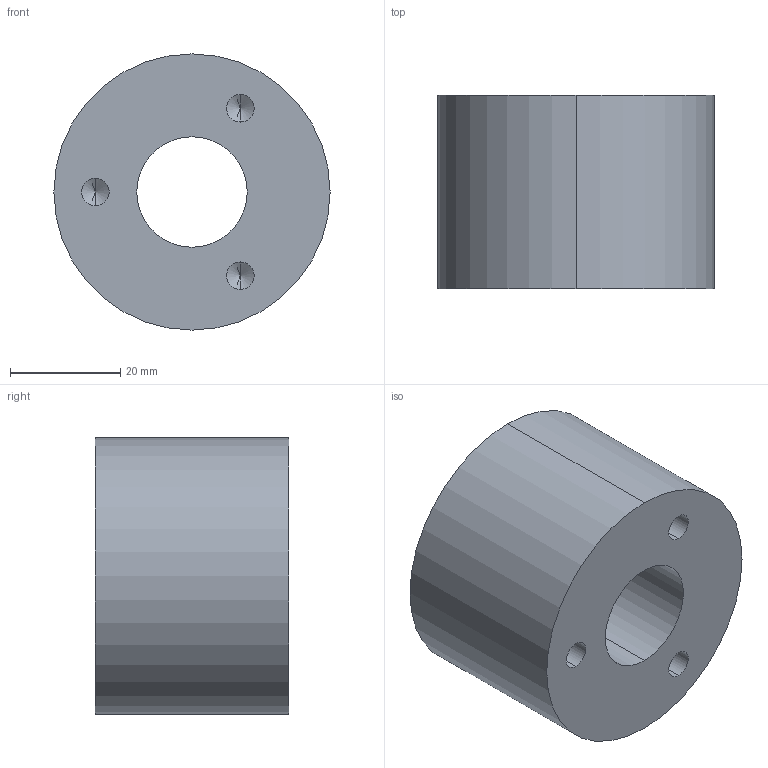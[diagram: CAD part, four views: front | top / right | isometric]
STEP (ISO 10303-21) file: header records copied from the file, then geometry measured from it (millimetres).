
FILE_DESCRIPTION (( 'STEP AP214' ), '1' );
FILE_NAME ('Entretoise.STEP', '2020-12-14T07:26:32', ( '' ), ( '' ), 'SwSTEP 2.0', 'SolidWorks 2014', '' );
FILE_SCHEMA (( 'AUTOMOTIVE_DESIGN' ));
Length unit declared in the file: millimetre
Products named in the file (1): Entretoise
Bounding box: 50 x 35 x 50 mm (x, y, z)
Volume: 56519.2 mm3; surface area: 11947.9 mm2
Topology: 1 solids, 1 shells, 18 faces, 42 edges, 23 vertices
Faces by surface type: cylinder 10, cone 6, plane 2
Entity records: 580 total; most frequent: DIRECTION 94, CARTESIAN_POINT 78, ORIENTED_EDGE 72, AXIS2_PLACEMENT_3D 39, EDGE_CURVE 36, VERTEX_POINT 23, EDGE_LOOP 23, CIRCLE 20
